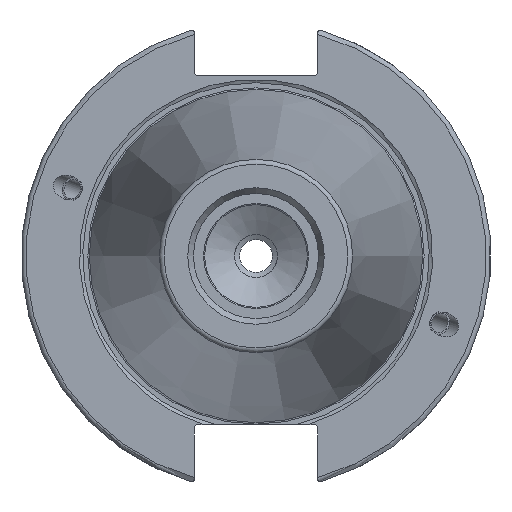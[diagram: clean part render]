
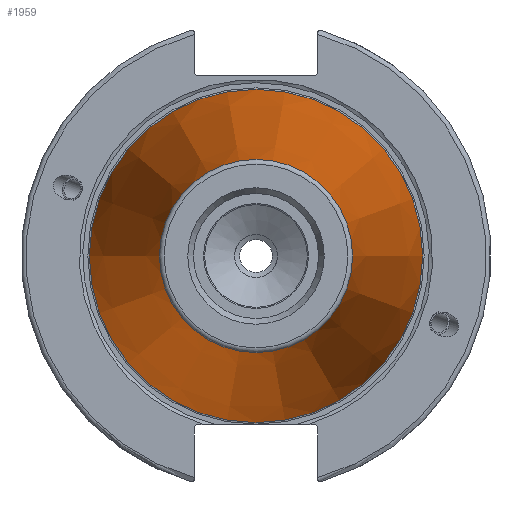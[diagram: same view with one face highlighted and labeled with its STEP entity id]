
A CAD part, left-side view. The second image highlights one B-rep face of the part: STEP entity #1959.
In plain terms, the highlighted conical face has half-angle 8.297 degrees and reference radius 27.517 mm.
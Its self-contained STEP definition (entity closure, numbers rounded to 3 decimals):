
#144=CONICAL_SURFACE('',#2209,27.517,0.145);
#235=LINE('',#3848,#341);
#341=VECTOR('',#2738,27.517);
#473=FACE_OUTER_BOUND('',#598,.T.);
#598=EDGE_LOOP('',(#1710,#1711,#1712,#1713,#1714));
#744=CIRCLE('',#2203,20.233);
#745=CIRCLE('',#2204,20.233);
#749=CIRCLE('',#2210,34.925);
#945=VERTEX_POINT('',#3835);
#946=VERTEX_POINT('',#3836);
#949=VERTEX_POINT('',#3846);
#1216=EDGE_CURVE('',#945,#946,#744,.T.);
#1217=EDGE_CURVE('',#946,#945,#745,.T.);
#1221=EDGE_CURVE('',#949,#949,#749,.T.);
#1222=EDGE_CURVE('',#949,#946,#235,.T.);
#1710=ORIENTED_EDGE('',*,*,#1221,.F.);
#1711=ORIENTED_EDGE('',*,*,#1222,.T.);
#1712=ORIENTED_EDGE('',*,*,#1216,.F.);
#1713=ORIENTED_EDGE('',*,*,#1217,.F.);
#1714=ORIENTED_EDGE('',*,*,#1222,.F.);
#1959=ADVANCED_FACE('',(#473),#144,.T.);
#2203=AXIS2_PLACEMENT_3D('',#3837,#2722,#2723);
#2204=AXIS2_PLACEMENT_3D('',#3838,#2724,#2725);
#2209=AXIS2_PLACEMENT_3D('',#3845,#2734,#2735);
#2210=AXIS2_PLACEMENT_3D('',#3847,#2736,#2737);
#2722=DIRECTION('center_axis',(-1.,0.,0.));
#2723=DIRECTION('ref_axis',(0.,-1.,0.));
#2724=DIRECTION('center_axis',(-1.,0.,0.));
#2725=DIRECTION('ref_axis',(0.,-1.,0.));
#2734=DIRECTION('center_axis',(1.,0.,0.));
#2735=DIRECTION('ref_axis',(0.,1.,0.));
#2736=DIRECTION('center_axis',(1.,0.,0.));
#2737=DIRECTION('ref_axis',(0.,0.,-1.));
#2738=DIRECTION('',(-0.99,0.144,0.));
#3835=CARTESIAN_POINT('',(-100.744,0.,20.233));
#3836=CARTESIAN_POINT('',(-100.744,-20.233,0.));
#3837=CARTESIAN_POINT('Origin',(-100.744,0.,0.));
#3838=CARTESIAN_POINT('Origin',(-100.744,0.,0.));
#3845=CARTESIAN_POINT('Origin',(-50.8,0.,0.));
#3846=CARTESIAN_POINT('',(0.,-34.925,0.));
#3847=CARTESIAN_POINT('Origin',(0.,0.,0.));
#3848=CARTESIAN_POINT('',(-50.8,-27.517,0.));
